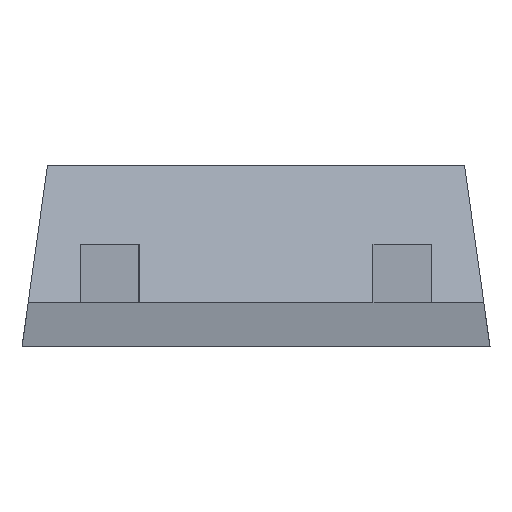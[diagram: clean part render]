
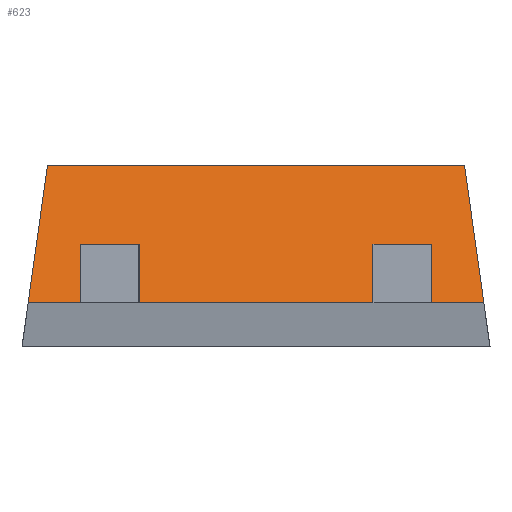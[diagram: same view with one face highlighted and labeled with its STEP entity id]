
A CAD part, front view. The second image highlights one B-rep face of the part: STEP entity #623.
In plain terms, the highlighted planar face has unit normal (0, -0.966, 0.259).
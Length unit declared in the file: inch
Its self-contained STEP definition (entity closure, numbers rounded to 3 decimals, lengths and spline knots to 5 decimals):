
#4 = VECTOR ( 'NONE', #668, 39.37008 ) ;
#7 = EDGE_CURVE ( 'NONE', #717, #352, #761, .T. ) ;
#11 = DIRECTION ( 'NONE',  ( -1., 0., 0. ) ) ;
#15 = VECTOR ( 'NONE', #374, 39.37008 ) ;
#16 = CARTESIAN_POINT ( 'NONE',  ( -0.06, 0.00536, 0.035 ) ) ;
#19 = ORIENTED_EDGE ( 'NONE', *, *, #237, .F. ) ;
#31 = CARTESIAN_POINT ( 'NONE',  ( 0.07144, 0.01229, 0.06088 ) ) ;
#52 = DIRECTION ( 'NONE',  ( 1., 0., 0. ) ) ;
#53 = EDGE_CURVE ( 'NONE', #349, #352, #521, .T. ) ;
#56 = DIRECTION ( 'NONE',  ( 0., -0.259, -0.966 ) ) ;
#57 = ORIENTED_EDGE ( 'NONE', *, *, #152, .F. ) ;
#61 = EDGE_CURVE ( 'NONE', #172, #633, #706, .T. ) ;
#67 = CARTESIAN_POINT ( 'NONE',  ( -0.06, 0.00536, 0.035 ) ) ;
#74 = ORIENTED_EDGE ( 'NONE', *, *, #220, .F. ) ;
#103 = VERTEX_POINT ( 'NONE', #675 ) ;
#109 = CARTESIAN_POINT ( 'NONE',  ( -0.04, 0., 0.015 ) ) ;
#114 = CARTESIAN_POINT ( 'NONE',  ( 0.08, 0.01259, 0.062 ) ) ;
#115 = VECTOR ( 'NONE', #135, 39.37008 ) ;
#120 = CARTESIAN_POINT ( 'NONE',  ( -0.07129, 0.01259, 0.062 ) ) ;
#135 = DIRECTION ( 'NONE',  ( 0.135, 0.256, 0.957 ) ) ;
#141 = LINE ( 'NONE', #67, #438 ) ;
#142 = VECTOR ( 'NONE', #504, 39.37008 ) ;
#143 = CARTESIAN_POINT ( 'NONE',  ( -0.06, -0.03754, -0.12509 ) ) ;
#146 = VECTOR ( 'NONE', #390, 39.37008 ) ;
#152 = EDGE_CURVE ( 'NONE', #349, #540, #646, .T. ) ;
#158 = ORIENTED_EDGE ( 'NONE', *, *, #199, .F. ) ;
#168 = VECTOR ( 'NONE', #56, 39.37008 ) ;
#172 = VERTEX_POINT ( 'NONE', #16 ) ;
#178 = VERTEX_POINT ( 'NONE', #576 ) ;
#199 = EDGE_CURVE ( 'NONE', #540, #103, #289, .T. ) ;
#220 = EDGE_CURVE ( 'NONE', #660, #178, #457, .T. ) ;
#226 = ORIENTED_EDGE ( 'NONE', *, *, #264, .F. ) ;
#232 = VECTOR ( 'NONE', #52, 39.37008 ) ;
#237 = EDGE_CURVE ( 'NONE', #178, #172, #141, .T. ) ;
#238 = CARTESIAN_POINT ( 'NONE',  ( 0.08, 0.01259, 0.062 ) ) ;
#247 = EDGE_CURVE ( 'NONE', #583, #342, #606, .T. ) ;
#248 = ORIENTED_EDGE ( 'NONE', *, *, #61, .F. ) ;
#258 = ORIENTED_EDGE ( 'NONE', *, *, #760, .F. ) ;
#264 = EDGE_CURVE ( 'NONE', #342, #717, #657, .T. ) ;
#289 = LINE ( 'NONE', #678, #15 ) ;
#292 = CARTESIAN_POINT ( 'NONE',  ( 0.04, 0., 0.015 ) ) ;
#303 = CARTESIAN_POINT ( 'NONE',  ( 0.06, 0., 0.015 ) ) ;
#315 = VECTOR ( 'NONE', #727, 39.37008 ) ;
#327 = DIRECTION ( 'NONE',  ( 0., -0.259, -0.966 ) ) ;
#342 = VERTEX_POINT ( 'NONE', #120 ) ;
#349 = VERTEX_POINT ( 'NONE', #303 ) ;
#352 = VERTEX_POINT ( 'NONE', #549 ) ;
#363 = EDGE_CURVE ( 'NONE', #660, #697, #705, .T. ) ;
#372 = ORIENTED_EDGE ( 'NONE', *, *, #363, .T. ) ;
#374 = DIRECTION ( 'NONE',  ( -1., 0., 0. ) ) ;
#381 = FACE_OUTER_BOUND ( 'NONE', #494, .T. ) ;
#390 = DIRECTION ( 'NONE',  ( 0.135, -0.256, -0.957 ) ) ;
#392 = CARTESIAN_POINT ( 'NONE',  ( 0.04, -0.03754, -0.12509 ) ) ;
#394 = VECTOR ( 'NONE', #327, 39.37008 ) ;
#395 = ORIENTED_EDGE ( 'NONE', *, *, #7, .F. ) ;
#416 = ORIENTED_EDGE ( 'NONE', *, *, #247, .F. ) ;
#438 = VECTOR ( 'NONE', #11, 39.37008 ) ;
#455 = CARTESIAN_POINT ( 'NONE',  ( 0.06, -0.03754, -0.12509 ) ) ;
#457 = LINE ( 'NONE', #725, #754 ) ;
#484 = ORIENTED_EDGE ( 'NONE', *, *, #555, .T. ) ;
#493 = DIRECTION ( 'NONE',  ( 0., 0.259, 0.966 ) ) ;
#494 = EDGE_LOOP ( 'NONE', ( #57, #762, #395, #226, #416, #484, #248, #19, #74, #372, #258, #158 ) ) ;
#496 = CARTESIAN_POINT ( 'NONE',  ( -0.06855, 0.01781, 0.08148 ) ) ;
#504 = DIRECTION ( 'NONE',  ( 1., 0., 0. ) ) ;
#521 = LINE ( 'NONE', #570, #142 ) ;
#531 = CARTESIAN_POINT ( 'NONE',  ( 0.08, 0., 0.015 ) ) ;
#533 = CARTESIAN_POINT ( 'NONE',  ( 0.06, 0.00536, 0.035 ) ) ;
#540 = VERTEX_POINT ( 'NONE', #533 ) ;
#549 = CARTESIAN_POINT ( 'NONE',  ( 0.07789, 0., 0.015 ) ) ;
#552 = CARTESIAN_POINT ( 'NONE',  ( 0.08, 0., 0.015 ) ) ;
#555 = EDGE_CURVE ( 'NONE', #583, #633, #733, .T. ) ;
#558 = PLANE ( 'NONE',  #755 ) ;
#570 = CARTESIAN_POINT ( 'NONE',  ( 0.08, 0., 0.015 ) ) ;
#576 = CARTESIAN_POINT ( 'NONE',  ( -0.04, 0.00536, 0.035 ) ) ;
#583 = VERTEX_POINT ( 'NONE', #667 ) ;
#591 = DIRECTION ( 'NONE',  ( 1., 0., 0. ) ) ;
#593 = CARTESIAN_POINT ( 'NONE',  ( -0.06, 0., 0.015 ) ) ;
#606 = LINE ( 'NONE', #496, #115 ) ;
#623 = ADVANCED_FACE ( 'NONE', ( #381 ), #558, .F. ) ;
#633 = VERTEX_POINT ( 'NONE', #593 ) ;
#646 = LINE ( 'NONE', #455, #315 ) ;
#657 = LINE ( 'NONE', #238, #4 ) ;
#660 = VERTEX_POINT ( 'NONE', #109 ) ;
#667 = CARTESIAN_POINT ( 'NONE',  ( -0.07789, 0., 0.015 ) ) ;
#668 = DIRECTION ( 'NONE',  ( 1., 0., 0. ) ) ;
#675 = CARTESIAN_POINT ( 'NONE',  ( 0.04, 0.00536, 0.035 ) ) ;
#678 = CARTESIAN_POINT ( 'NONE',  ( 0.06, 0.00536, 0.035 ) ) ;
#691 = VECTOR ( 'NONE', #718, 39.37008 ) ;
#697 = VERTEX_POINT ( 'NONE', #292 ) ;
#700 = LINE ( 'NONE', #392, #394 ) ;
#705 = LINE ( 'NONE', #552, #691 ) ;
#706 = LINE ( 'NONE', #143, #168 ) ;
#708 = DIRECTION ( 'NONE',  ( 0., 0.966, -0.259 ) ) ;
#717 = VERTEX_POINT ( 'NONE', #752 ) ;
#718 = DIRECTION ( 'NONE',  ( 1., 0., 0. ) ) ;
#725 = CARTESIAN_POINT ( 'NONE',  ( -0.04, -0.03754, -0.12509 ) ) ;
#727 = DIRECTION ( 'NONE',  ( 0., 0.259, 0.966 ) ) ;
#733 = LINE ( 'NONE', #531, #232 ) ;
#752 = CARTESIAN_POINT ( 'NONE',  ( 0.07129, 0.01259, 0.062 ) ) ;
#754 = VECTOR ( 'NONE', #493, 39.37008 ) ;
#755 = AXIS2_PLACEMENT_3D ( 'NONE', #114, #708, #591 ) ;
#760 = EDGE_CURVE ( 'NONE', #103, #697, #700, .T. ) ;
#761 = LINE ( 'NONE', #31, #146 ) ;
#762 = ORIENTED_EDGE ( 'NONE', *, *, #53, .T. ) ;
